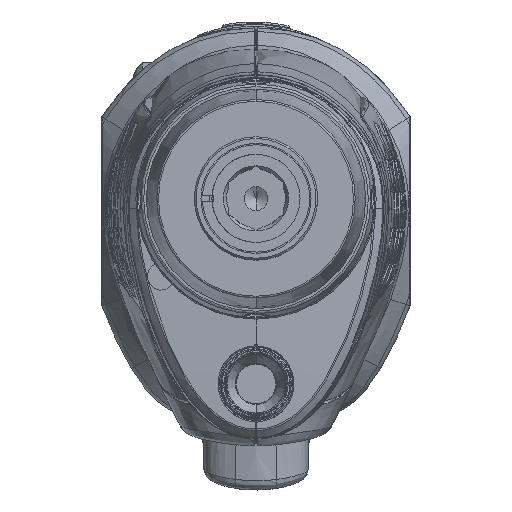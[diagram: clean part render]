
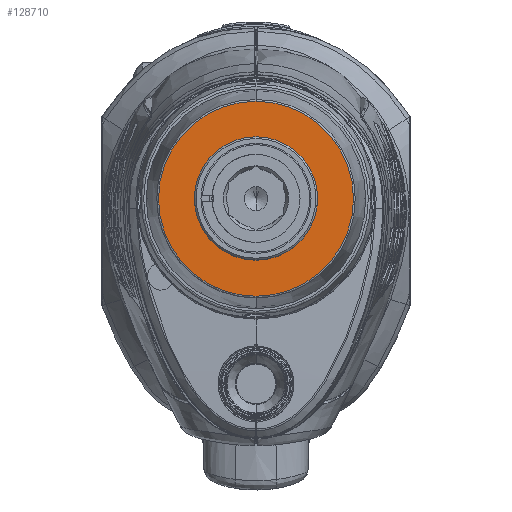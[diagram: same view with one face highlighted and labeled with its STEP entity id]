
A CAD part, top view. The second image highlights one B-rep face of the part: STEP entity #128710.
In plain terms, the highlighted planar face has unit normal (0, 0, 1).
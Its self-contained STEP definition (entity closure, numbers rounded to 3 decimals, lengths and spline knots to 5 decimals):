
#33202=CARTESIAN_POINT('',(0.,0.,5.25394));
#33203=DIRECTION('',(0.,0.,1.));
#33204=DIRECTION('',(0.,1.,0.));
#33205=AXIS2_PLACEMENT_3D('',#33202,#33203,#33204);
#33207=CARTESIAN_POINT('',(0.,0.,5.25394));
#33208=DIRECTION('',(0.,0.,1.));
#33209=DIRECTION('',(0.,-1.,0.));
#33210=AXIS2_PLACEMENT_3D('',#33207,#33208,#33209);
#33227=CARTESIAN_POINT('',(0.,0.,5.25394));
#33228=DIRECTION('',(0.,0.,1.));
#33229=DIRECTION('',(-0.363,0.932,0.));
#33230=AXIS2_PLACEMENT_3D('',#33227,#33228,#33229);
#33305=CARTESIAN_POINT('',(0.,0.,5.25394));
#33306=DIRECTION('',(0.,0.,1.));
#33307=DIRECTION('',(-0.932,-0.363,0.));
#33308=AXIS2_PLACEMENT_3D('',#33305,#33306,#33307);
#33318=CARTESIAN_POINT('',(0.,0.21654,5.25394));
#33319=DIRECTION('',(0.,0.,-1.));
#33320=DIRECTION('',(0.907,-0.42,0.));
#33321=AXIS2_PLACEMENT_3D('',#33318,#33319,#33320);
#33328=CARTESIAN_POINT('',(0.,0.,5.25394));
#33329=DIRECTION('',(0.,0.,1.));
#33330=DIRECTION('',(0.363,-0.932,0.));
#33331=AXIS2_PLACEMENT_3D('',#33328,#33329,#33330);
#33424=CARTESIAN_POINT('',(0.,0.,5.25394));
#33425=DIRECTION('',(0.,0.,1.));
#33426=DIRECTION('',(0.932,0.363,0.));
#33427=AXIS2_PLACEMENT_3D('',#33424,#33425,#33426);
#33437=CARTESIAN_POINT('',(0.,-0.21654,5.25394));
#33438=DIRECTION('',(0.,0.,-1.));
#33439=DIRECTION('',(-0.907,0.42,0.));
#33440=AXIS2_PLACEMENT_3D('',#33437,#33438,#33439);
#35049=CARTESIAN_POINT('',(0.21654,0.,5.25394));
#35050=DIRECTION('',(0.,0.,-1.));
#35051=DIRECTION('',(-0.42,-0.907,0.));
#35052=AXIS2_PLACEMENT_3D('',#35049,#35050,#35051);
#35115=CARTESIAN_POINT('',(-0.21654,0.,5.25394));
#35116=DIRECTION('',(0.,0.,-1.));
#35117=DIRECTION('',(0.42,0.907,0.));
#35118=AXIS2_PLACEMENT_3D('',#35115,#35116,#35117);
#75137=CARTESIAN_POINT('',(0.,0.43606,5.25394));
#75138=CARTESIAN_POINT('',(0.,-0.43606,5.25394));
#75139=VERTEX_POINT('',#75137);
#75140=VERTEX_POINT('',#75138);
#75149=CARTESIAN_POINT('',(-0.07144,0.18343,
5.25394));
#75150=CARTESIAN_POINT('',(-0.18343,0.07144,
5.25394));
#75151=VERTEX_POINT('',#75149);
#75152=VERTEX_POINT('',#75150);
#75153=CARTESIAN_POINT('',(-0.18343,-0.07144,
5.25394));
#75154=CARTESIAN_POINT('',(-0.07144,-0.18343,
5.25394));
#75155=VERTEX_POINT('',#75153);
#75156=VERTEX_POINT('',#75154);
#75157=CARTESIAN_POINT('',(0.07144,-0.18343,
5.25394));
#75158=CARTESIAN_POINT('',(0.18343,-0.07144,
5.25394));
#75159=VERTEX_POINT('',#75157);
#75160=VERTEX_POINT('',#75158);
#75161=CARTESIAN_POINT('',(0.18343,0.07144,
5.25394));
#75162=CARTESIAN_POINT('',(0.07144,0.18343,
5.25394));
#75163=VERTEX_POINT('',#75161);
#75164=VERTEX_POINT('',#75162);
#128682=CARTESIAN_POINT('',(0.,0.,5.25394));
#128683=DIRECTION('',(0.,0.,-1.));
#128684=DIRECTION('',(0.,-1.,0.));
#128685=AXIS2_PLACEMENT_3D('',#128682,#128683,#128684);
#128686=PLANE('',#128685);
#128687=ORIENTED_EDGE('',*,*,#128672,.F.);
#128689=ORIENTED_EDGE('',*,*,#128688,.F.);
#128690=EDGE_LOOP('',(#128687,#128689));
#128691=FACE_OUTER_BOUND('',#128690,.F.);
#128693=ORIENTED_EDGE('',*,*,#128692,.T.);
#128695=ORIENTED_EDGE('',*,*,#128694,.T.);
#128697=ORIENTED_EDGE('',*,*,#128696,.T.);
#128699=ORIENTED_EDGE('',*,*,#128698,.T.);
#128701=ORIENTED_EDGE('',*,*,#128700,.T.);
#128703=ORIENTED_EDGE('',*,*,#128702,.T.);
#128705=ORIENTED_EDGE('',*,*,#128704,.T.);
#128707=ORIENTED_EDGE('',*,*,#128706,.T.);
#128708=EDGE_LOOP('',(#128693,#128695,#128697,#128699,#128701,#128703,#128705,
#128707));
#128709=FACE_BOUND('',#128708,.F.);
#128710=ADVANCED_FACE('',(#128691,#128709),#128686,.F.);
#33206=CIRCLE('',#33205,0.43606);
#33211=CIRCLE('',#33210,0.43606);
#33231=CIRCLE('',#33230,0.19685);
#33309=CIRCLE('',#33308,0.19685);
#33322=CIRCLE('',#33321,0.07874);
#33332=CIRCLE('',#33331,0.19685);
#33428=CIRCLE('',#33427,0.19685);
#33441=CIRCLE('',#33440,0.07874);
#35053=CIRCLE('',#35052,0.07874);
#35119=CIRCLE('',#35118,0.07874);
#128672=EDGE_CURVE('',#75139,#75140,#33206,.T.);
#128688=EDGE_CURVE('',#75140,#75139,#33211,.T.);
#128692=EDGE_CURVE('',#75151,#75152,#33231,.T.);
#128694=EDGE_CURVE('',#75152,#75155,#35119,.T.);
#128696=EDGE_CURVE('',#75155,#75156,#33309,.T.);
#128698=EDGE_CURVE('',#75156,#75159,#33441,.T.);
#128700=EDGE_CURVE('',#75159,#75160,#33332,.T.);
#128702=EDGE_CURVE('',#75160,#75163,#35053,.T.);
#128704=EDGE_CURVE('',#75163,#75164,#33428,.T.);
#128706=EDGE_CURVE('',#75164,#75151,#33322,.T.);
